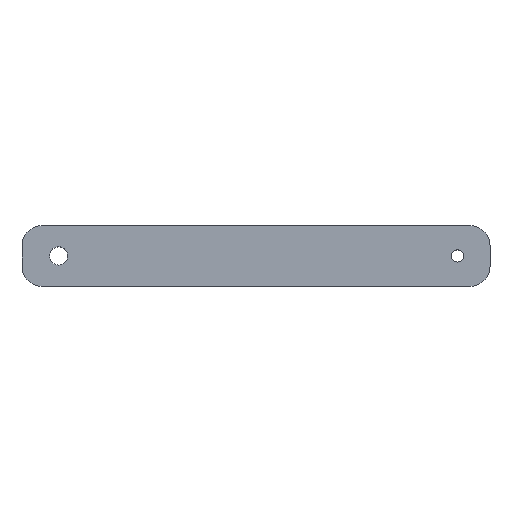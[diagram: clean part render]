
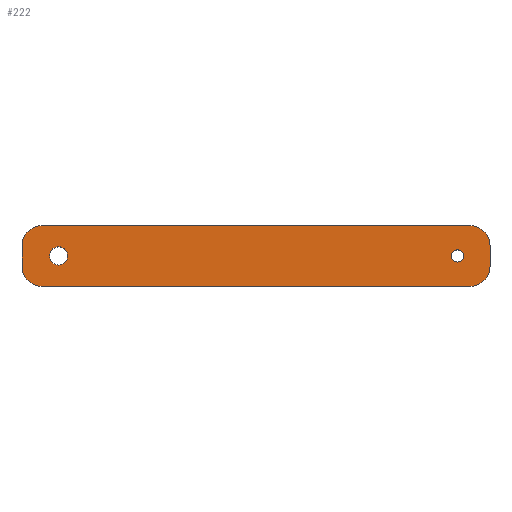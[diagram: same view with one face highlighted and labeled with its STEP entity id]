
A CAD part, top view. The second image highlights one B-rep face of the part: STEP entity #222.
In plain terms, the highlighted planar face has unit normal (0, 0, 1).
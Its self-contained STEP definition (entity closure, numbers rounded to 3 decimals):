
#19=FACE_BOUND('',#55,.T.);
#20=FACE_BOUND('',#56,.T.);
#26=PLANE('',#248);
#38=FACE_OUTER_BOUND('',#54,.T.);
#54=EDGE_LOOP('',(#195,#196,#197,#198,#199,#200,#201,#202));
#55=EDGE_LOOP('',(#203));
#56=EDGE_LOOP('',(#204));
#63=LINE('',#345,#79);
#69=LINE('',#360,#85);
#71=LINE('',#372,#87);
#72=LINE('',#374,#88);
#79=VECTOR('',#277,10.);
#85=VECTOR('',#293,10.);
#87=VECTOR('',#309,10.);
#88=VECTOR('',#312,10.);
#89=CIRCLE('',#226,5.);
#96=CIRCLE('',#236,5.);
#97=CIRCLE('',#238,5.);
#98=CIRCLE('',#241,5.);
#99=CIRCLE('',#243,2.25);
#100=CIRCLE('',#245,1.5);
#101=VERTEX_POINT('',#317);
#102=VERTEX_POINT('',#318);
#113=VERTEX_POINT('',#344);
#114=VERTEX_POINT('',#348);
#115=VERTEX_POINT('',#352);
#116=VERTEX_POINT('',#353);
#117=VERTEX_POINT('',#358);
#118=VERTEX_POINT('',#362);
#119=VERTEX_POINT('',#366);
#120=VERTEX_POINT('',#369);
#121=EDGE_CURVE('',#101,#102,#89,.T.);
#134=EDGE_CURVE('',#113,#102,#63,.T.);
#136=EDGE_CURVE('',#113,#114,#96,.T.);
#138=EDGE_CURVE('',#115,#116,#97,.T.);
#142=EDGE_CURVE('',#115,#117,#69,.T.);
#143=EDGE_CURVE('',#118,#117,#98,.T.);
#145=EDGE_CURVE('',#119,#119,#99,.T.);
#146=EDGE_CURVE('',#120,#120,#100,.T.);
#147=EDGE_CURVE('',#118,#114,#71,.T.);
#148=EDGE_CURVE('',#101,#116,#72,.T.);
#195=ORIENTED_EDGE('',*,*,#121,.F.);
#196=ORIENTED_EDGE('',*,*,#148,.T.);
#197=ORIENTED_EDGE('',*,*,#138,.F.);
#198=ORIENTED_EDGE('',*,*,#142,.T.);
#199=ORIENTED_EDGE('',*,*,#143,.F.);
#200=ORIENTED_EDGE('',*,*,#147,.T.);
#201=ORIENTED_EDGE('',*,*,#136,.F.);
#202=ORIENTED_EDGE('',*,*,#134,.T.);
#203=ORIENTED_EDGE('',*,*,#146,.T.);
#204=ORIENTED_EDGE('',*,*,#145,.T.);
#222=ADVANCED_FACE('',(#38,#19,#20),#26,.T.);
#226=AXIS2_PLACEMENT_3D('',#319,#253,#254);
#236=AXIS2_PLACEMENT_3D('',#349,#281,#282);
#238=AXIS2_PLACEMENT_3D('',#354,#286,#287);
#241=AXIS2_PLACEMENT_3D('',#363,#296,#297);
#243=AXIS2_PLACEMENT_3D('',#367,#301,#302);
#245=AXIS2_PLACEMENT_3D('',#370,#305,#306);
#248=AXIS2_PLACEMENT_3D('',#375,#313,#314);
#253=DIRECTION('center_axis',(0.,0.,-1.));
#254=DIRECTION('ref_axis',(0.707,0.707,0.));
#277=DIRECTION('',(0.,1.,0.));
#281=DIRECTION('center_axis',(0.,0.,-1.));
#282=DIRECTION('ref_axis',(0.707,-0.707,0.));
#286=DIRECTION('center_axis',(0.,0.,-1.));
#287=DIRECTION('ref_axis',(-0.707,0.707,0.));
#293=DIRECTION('',(0.,-1.,0.));
#296=DIRECTION('center_axis',(0.,0.,-1.));
#297=DIRECTION('ref_axis',(-0.707,-0.707,0.));
#301=DIRECTION('center_axis',(0.,0.,-1.));
#302=DIRECTION('ref_axis',(1.,0.,0.));
#305=DIRECTION('center_axis',(0.,0.,-1.));
#306=DIRECTION('ref_axis',(1.,0.,0.));
#309=DIRECTION('',(1.,0.,0.));
#312=DIRECTION('',(-1.,0.,0.));
#313=DIRECTION('center_axis',(0.,0.,1.));
#314=DIRECTION('ref_axis',(1.,0.,0.));
#317=CARTESIAN_POINT('',(52.5,7.5,5.));
#318=CARTESIAN_POINT('',(57.5,2.5,5.));
#319=CARTESIAN_POINT('Origin',(52.5,2.5,5.));
#344=CARTESIAN_POINT('',(57.5,-2.5,5.));
#345=CARTESIAN_POINT('',(57.5,7.5,5.));
#348=CARTESIAN_POINT('',(52.5,-7.5,5.));
#349=CARTESIAN_POINT('Origin',(52.5,-2.5,5.));
#352=CARTESIAN_POINT('',(-57.5,2.5,5.));
#353=CARTESIAN_POINT('',(-52.5,7.5,5.));
#354=CARTESIAN_POINT('Origin',(-52.5,2.5,5.));
#358=CARTESIAN_POINT('',(-57.5,-2.5,5.));
#360=CARTESIAN_POINT('',(-57.5,-7.5,5.));
#362=CARTESIAN_POINT('',(-52.5,-7.5,5.));
#363=CARTESIAN_POINT('Origin',(-52.5,-2.5,5.));
#366=CARTESIAN_POINT('',(-50.75,0.,5.));
#367=CARTESIAN_POINT('Origin',(-48.5,0.,5.));
#369=CARTESIAN_POINT('',(48.,0.,5.));
#370=CARTESIAN_POINT('Origin',(49.5,0.,5.));
#372=CARTESIAN_POINT('',(57.5,-7.5,5.));
#374=CARTESIAN_POINT('',(-57.5,7.5,5.));
#375=CARTESIAN_POINT('Origin',(0.,0.,
5.));
